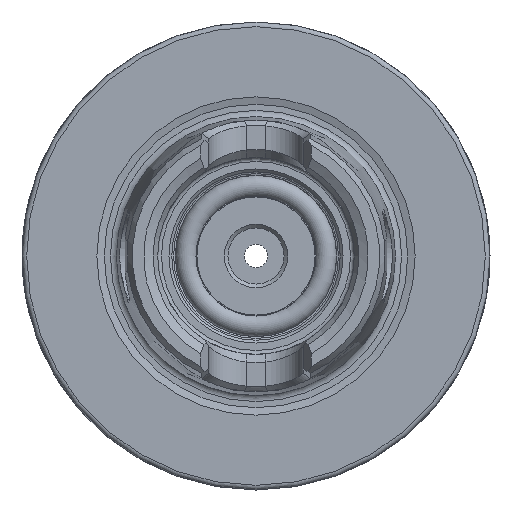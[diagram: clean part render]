
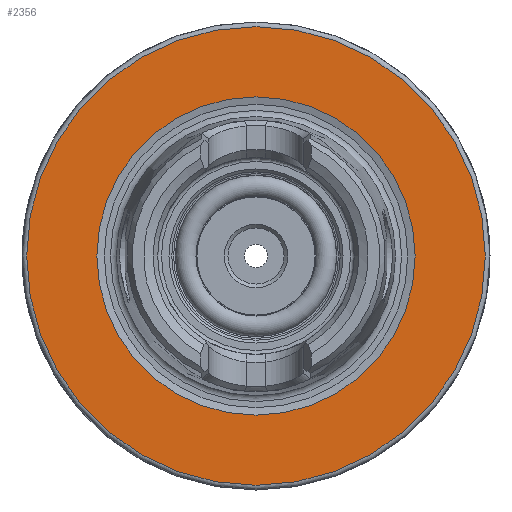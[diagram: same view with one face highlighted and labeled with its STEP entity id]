
A CAD part, left-side view. The second image highlights one B-rep face of the part: STEP entity #2356.
In plain terms, the highlighted planar face has unit normal (-1, 0, 0).
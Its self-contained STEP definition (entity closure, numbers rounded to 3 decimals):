
#2325=CARTESIAN_POINT('',(0.0,24.5,0.0));
#2326=VERTEX_POINT('',#2325);
#2327=CARTESIAN_POINT('',(0.0,0.0,0.0));
#2328=DIRECTION('',(1.0,0.0,0.0));
#2329=DIRECTION('',(0.0,1.0,0.0));
#2330=AXIS2_PLACEMENT_3D('',#2327,#2328,#2329);
#2331=CIRCLE('',#2330,24.5);
#2332=EDGE_CURVE('',#2326,#2326,#2331,.T.);
#2337=CARTESIAN_POINT('',(0.0,20.75,0.0));
#2338=DIRECTION('',(-1.0,0.0,0.0));
#2339=DIRECTION('',(0.0,0.0,1.0));
#2340=AXIS2_PLACEMENT_3D('',#2337,#2338,#2339);
#2341=PLANE('',#2340);
#2342=ORIENTED_EDGE('',*,*,#2332,.F.);
#2343=EDGE_LOOP('',(#2342));
#2344=FACE_OUTER_BOUND('',#2343,.T.);
#2345=CARTESIAN_POINT('',(0.0,17.,0.0));
#2346=VERTEX_POINT('',#2345);
#2347=CARTESIAN_POINT('',(0.0,0.0,0.0));
#2348=DIRECTION('',(1.0,0.0,0.0));
#2349=DIRECTION('',(0.0,1.0,0.0));
#2350=AXIS2_PLACEMENT_3D('',#2347,#2348,#2349);
#2351=CIRCLE('',#2350,17.);
#2352=EDGE_CURVE('',#2346,#2346,#2351,.T.);
#2353=ORIENTED_EDGE('',*,*,#2352,.T.);
#2354=EDGE_LOOP('',(#2353));
#2355=FACE_BOUND('',#2354,.T.);
#2356=ADVANCED_FACE('',(#2344,#2355),#2341,.T.);
